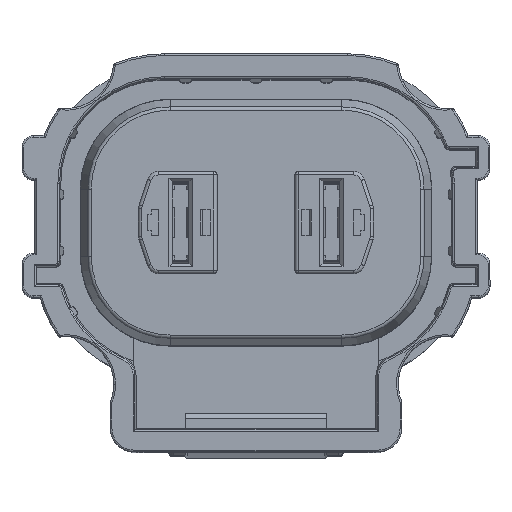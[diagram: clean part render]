
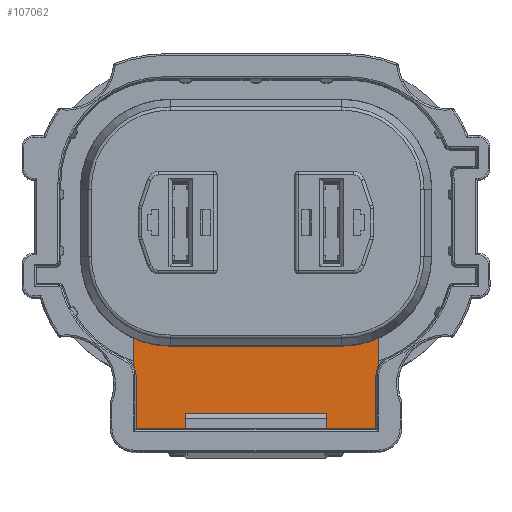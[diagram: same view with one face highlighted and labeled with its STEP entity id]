
A CAD part, top view. The second image highlights one B-rep face of the part: STEP entity #107062.
In plain terms, the highlighted planar face has unit normal (0, 0, 1).
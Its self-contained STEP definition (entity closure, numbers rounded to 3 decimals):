
#176 = LINE ( 'NONE', #91878, #35267 ) ;
#886 = VERTEX_POINT ( 'NONE', #99965 ) ;
#889 = CARTESIAN_POINT ( 'NONE',  ( 4.113, -19.855, 35.71 ) ) ;
#1570 = CARTESIAN_POINT ( 'NONE',  ( -13.336, -0.753, 35.71 ) ) ;
#1622 = ORIENTED_EDGE ( 'NONE', *, *, #94117, .F. ) ;
#1638 = CARTESIAN_POINT ( 'NONE',  ( 3.864, -25.224, 35.71 ) ) ;
#2031 = EDGE_CURVE ( 'NONE', #124160, #102404, #54153, .T. ) ;
#2148 = VECTOR ( 'NONE', #8003, 1000. ) ;
#4964 = VECTOR ( 'NONE', #31054, 1000. ) ;
#5027 = ORIENTED_EDGE ( 'NONE', *, *, #2031, .F. ) ;
#6154 = ORIENTED_EDGE ( 'NONE', *, *, #88441, .T. ) ;
#6328 = AXIS2_PLACEMENT_3D ( 'NONE', #122948, #46877, #125470 ) ;
#6419 = LINE ( 'NONE', #115111, #96459 ) ;
#7516 = LINE ( 'NONE', #1570, #54912 ) ;
#7949 = ORIENTED_EDGE ( 'NONE', *, *, #26163, .T. ) ;
#8003 = DIRECTION ( 'NONE',  ( 1., 0., 0. ) ) ;
#10153 = CARTESIAN_POINT ( 'NONE',  ( 3.864, -25.224, 35.71 ) ) ;
#10479 = VECTOR ( 'NONE', #30911, 1000. ) ;
#11630 = ORIENTED_EDGE ( 'NONE', *, *, #52355, .F. ) ;
#13626 = ORIENTED_EDGE ( 'NONE', *, *, #124919, .T. ) ;
#13719 = CARTESIAN_POINT ( 'NONE',  ( 0.664, -25.224, 35.71 ) ) ;
#13867 = AXIS2_PLACEMENT_3D ( 'NONE', #57998, #50745, #31511 ) ;
#15267 = VERTEX_POINT ( 'NONE', #67483 ) ;
#16829 = ORIENTED_EDGE ( 'NONE', *, *, #32383, .T. ) ;
#17102 = DIRECTION ( 'NONE',  ( 0., 1., 0. ) ) ;
#17175 = LINE ( 'NONE', #1638, #4964 ) ;
#17948 = CARTESIAN_POINT ( 'NONE',  ( -12.336, -0.753, 35.71 ) ) ;
#19079 = CARTESIAN_POINT ( 'NONE',  ( -16.785, -25.473, 35.71 ) ) ;
#22765 = CARTESIAN_POINT ( 'NONE',  ( -16.785, -25.473, 35.71 ) ) ;
#23067 = CARTESIAN_POINT ( 'NONE',  ( 0.664, -0.753, 35.71 ) ) ;
#23502 = DIRECTION ( 'NONE',  ( 0., 1., 0. ) ) ;
#26163 = EDGE_CURVE ( 'NONE', #114413, #86400, #84126, .T. ) ;
#27225 = PLANE ( 'NONE',  #6328 ) ;
#28472 = EDGE_CURVE ( 'NONE', #58029, #124160, #95397, .T. ) ;
#29687 = DIRECTION ( 'NONE',  ( 0., -1., 0. ) ) ;
#30691 = CARTESIAN_POINT ( 'NONE',  ( 0.964, -10.574, 35.71 ) ) ;
#30884 = CARTESIAN_POINT ( 'NONE',  ( -13.336, -25.224, 35.71 ) ) ;
#30911 = DIRECTION ( 'NONE',  ( -1., 0., 0. ) ) ;
#30951 = ORIENTED_EDGE ( 'NONE', *, *, #88977, .T. ) ;
#31054 = DIRECTION ( 'NONE',  ( -1., 0., 0. ) ) ;
#31511 = DIRECTION ( 'NONE',  ( -1., 0., 0. ) ) ;
#31523 = CARTESIAN_POINT ( 'NONE',  ( -0.336, -25.473, 35.71 ) ) ;
#32383 = EDGE_CURVE ( 'NONE', #124725, #106940, #107023, .T. ) ;
#33240 = EDGE_CURVE ( 'NONE', #119964, #114413, #55103, .T. ) ;
#34149 = EDGE_CURVE ( 'NONE', #106940, #97848, #62452, .T. ) ;
#35267 = VECTOR ( 'NONE', #44421, 1000. ) ;
#36885 = CARTESIAN_POINT ( 'NONE',  ( -16.536, -22.52, 35.71 ) ) ;
#38712 = LINE ( 'NONE', #19079, #2148 ) ;
#38739 = VERTEX_POINT ( 'NONE', #124646 ) ;
#39258 = VERTEX_POINT ( 'NONE', #30884 ) ;
#39454 = VECTOR ( 'NONE', #90250, 1000. ) ;
#41091 = AXIS2_PLACEMENT_3D ( 'NONE', #105938, #85502, #65799 ) ;
#41732 = ORIENTED_EDGE ( 'NONE', *, *, #83582, .T. ) ;
#44421 = DIRECTION ( 'NONE',  ( 0., 1., 0. ) ) ;
#45447 = CARTESIAN_POINT ( 'NONE',  ( 0.664, -25.473, 35.71 ) ) ;
#45901 = VECTOR ( 'NONE', #61815, 1000. ) ;
#46877 = DIRECTION ( 'NONE',  ( 0., 0., -1. ) ) ;
#46879 = DIRECTION ( 'NONE',  ( -1., 0., 0. ) ) ;
#47629 = VECTOR ( 'NONE', #48841, 1000. ) ;
#48841 = DIRECTION ( 'NONE',  ( 0., 1., 0. ) ) ;
#48996 = DIRECTION ( 'NONE',  ( -1., 0., 0. ) ) ;
#50343 = DIRECTION ( 'NONE',  ( -1., 0., 0. ) ) ;
#50745 = DIRECTION ( 'NONE',  ( 0., 0., 1. ) ) ;
#51684 = ORIENTED_EDGE ( 'NONE', *, *, #33240, .T. ) ;
#52355 = EDGE_CURVE ( 'NONE', #39258, #38739, #59833, .T. ) ;
#53491 = ORIENTED_EDGE ( 'NONE', *, *, #82244, .T. ) ;
#54153 = LINE ( 'NONE', #112612, #72382 ) ;
#54912 = VECTOR ( 'NONE', #89523, 1000. ) ;
#55103 = LINE ( 'NONE', #120311, #45901 ) ;
#55512 = VERTEX_POINT ( 'NONE', #76079 ) ;
#57998 = CARTESIAN_POINT ( 'NONE',  ( -18.236, -20.74, 35.71 ) ) ;
#58029 = VERTEX_POINT ( 'NONE', #889 ) ;
#59053 = CIRCLE ( 'NONE', #13867, 1.7 ) ;
#59833 = LINE ( 'NONE', #10153, #64492 ) ;
#61815 = DIRECTION ( 'NONE',  ( 1., 0., 0. ) ) ;
#62107 = DIRECTION ( 'NONE',  ( 0., 0., -1. ) ) ;
#62452 = LINE ( 'NONE', #115604, #65493 ) ;
#64329 = VERTEX_POINT ( 'NONE', #83933 ) ;
#64492 = VECTOR ( 'NONE', #48996, 1000. ) ;
#65371 = EDGE_CURVE ( 'NONE', #55512, #886, #59053, .T. ) ;
#65493 = VECTOR ( 'NONE', #46879, 1000. ) ;
#65799 = DIRECTION ( 'NONE',  ( -1., 0., 0. ) ) ;
#65819 = CARTESIAN_POINT ( 'NONE',  ( -12.336, -25.473, 35.71 ) ) ;
#66695 = CARTESIAN_POINT ( 'NONE',  ( -16.785, -17.526, 35.71 ) ) ;
#67483 = CARTESIAN_POINT ( 'NONE',  ( -12.336, -25.224, 35.71 ) ) ;
#67989 = EDGE_CURVE ( 'NONE', #38739, #55512, #73610, .T. ) ;
#69372 = ORIENTED_EDGE ( 'NONE', *, *, #28472, .F. ) ;
#72382 = VECTOR ( 'NONE', #120725, 1000. ) ;
#72453 = ORIENTED_EDGE ( 'NONE', *, *, #34149, .T. ) ;
#72527 = EDGE_CURVE ( 'NONE', #39258, #125829, #7516, .T. ) ;
#73530 = CARTESIAN_POINT ( 'NONE',  ( -13.336, -25.473, 35.71 ) ) ;
#73610 = LINE ( 'NONE', #36885, #47629 ) ;
#76079 = CARTESIAN_POINT ( 'NONE',  ( -16.536, -20.74, 35.71 ) ) ;
#76447 = ORIENTED_EDGE ( 'NONE', *, *, #101730, .F. ) ;
#81326 = CARTESIAN_POINT ( 'NONE',  ( -13.636, -18.206, 35.71 ) ) ;
#81760 = ORIENTED_EDGE ( 'NONE', *, *, #65371, .F. ) ;
#82244 = EDGE_CURVE ( 'NONE', #111892, #886, #115825, .T. ) ;
#83582 = EDGE_CURVE ( 'NONE', #97848, #111892, #110204, .T. ) ;
#83933 = CARTESIAN_POINT ( 'NONE',  ( -0.336, -25.224, 35.71 ) ) ;
#84126 = LINE ( 'NONE', #23067, #85698 ) ;
#85502 = DIRECTION ( 'NONE',  ( 0., 0., 1. ) ) ;
#85698 = VECTOR ( 'NONE', #23502, 1000. ) ;
#86400 = VERTEX_POINT ( 'NONE', #13719 ) ;
#87592 = VECTOR ( 'NONE', #17102, 1000. ) ;
#88441 = EDGE_CURVE ( 'NONE', #64329, #119964, #6419, .T. ) ;
#88977 = EDGE_CURVE ( 'NONE', #58029, #124725, #176, .T. ) ;
#89523 = DIRECTION ( 'NONE',  ( 0., -1., 0. ) ) ;
#89592 = ORIENTED_EDGE ( 'NONE', *, *, #119667, .T. ) ;
#89639 = AXIS2_PLACEMENT_3D ( 'NONE', #92865, #62107, #112071 ) ;
#90250 = DIRECTION ( 'NONE',  ( 0., -1., 0. ) ) ;
#91878 = CARTESIAN_POINT ( 'NONE',  ( 4.113, -25.473, 35.71 ) ) ;
#92865 = CARTESIAN_POINT ( 'NONE',  ( -13.636, -10.574, 35.71 ) ) ;
#93400 = VERTEX_POINT ( 'NONE', #65819 ) ;
#93755 = LINE ( 'NONE', #17948, #87592 ) ;
#94117 = EDGE_CURVE ( 'NONE', #102404, #86400, #17175, .T. ) ;
#95397 = CIRCLE ( 'NONE', #41091, 1.7 ) ;
#96069 = CARTESIAN_POINT ( 'NONE',  ( 4.113, -17.526, 35.71 ) ) ;
#96290 = ORIENTED_EDGE ( 'NONE', *, *, #67989, .F. ) ;
#96378 = EDGE_LOOP ( 'NONE', ( #72453, #41732, #53491, #81760, #96290, #11630, #110261, #13626, #89592, #76447, #6154, #51684, #7949, #1622, #5027, #69372, #30951, #16829 ) ) ;
#96459 = VECTOR ( 'NONE', #29687, 1000. ) ;
#97096 = AXIS2_PLACEMENT_3D ( 'NONE', #30691, #100699, #50343 ) ;
#97848 = VERTEX_POINT ( 'NONE', #81326 ) ;
#99965 = CARTESIAN_POINT ( 'NONE',  ( -16.785, -19.855, 35.71 ) ) ;
#100699 = DIRECTION ( 'NONE',  ( 0., 0., -1. ) ) ;
#101730 = EDGE_CURVE ( 'NONE', #64329, #15267, #111339, .T. ) ;
#102404 = VERTEX_POINT ( 'NONE', #116178 ) ;
#103917 = CARTESIAN_POINT ( 'NONE',  ( 3.864, -20.74, 35.71 ) ) ;
#105938 = CARTESIAN_POINT ( 'NONE',  ( 5.564, -20.74, 35.71 ) ) ;
#106940 = VERTEX_POINT ( 'NONE', #111026 ) ;
#107023 = CIRCLE ( 'NONE', #97096, 7.632 ) ;
#107062 = ADVANCED_FACE ( 'NONE', ( #109938 ), #27225, .F. ) ;
#107781 = CARTESIAN_POINT ( 'NONE',  ( 3.864, -25.224, 35.71 ) ) ;
#109938 = FACE_OUTER_BOUND ( 'NONE', #96378, .T. ) ;
#110204 = CIRCLE ( 'NONE', #89639, 7.632 ) ;
#110261 = ORIENTED_EDGE ( 'NONE', *, *, #72527, .T. ) ;
#111026 = CARTESIAN_POINT ( 'NONE',  ( 0.964, -18.206, 35.71 ) ) ;
#111339 = LINE ( 'NONE', #107781, #10479 ) ;
#111892 = VERTEX_POINT ( 'NONE', #66695 ) ;
#112071 = DIRECTION ( 'NONE',  ( -1., 0., 0. ) ) ;
#112612 = CARTESIAN_POINT ( 'NONE',  ( 3.864, -22.52, 35.71 ) ) ;
#114413 = VERTEX_POINT ( 'NONE', #45447 ) ;
#115111 = CARTESIAN_POINT ( 'NONE',  ( -0.336, -0.753, 35.71 ) ) ;
#115604 = CARTESIAN_POINT ( 'NONE',  ( -13.636, -18.206, 35.71 ) ) ;
#115825 = LINE ( 'NONE', #22765, #39454 ) ;
#116178 = CARTESIAN_POINT ( 'NONE',  ( 3.864, -25.224, 35.71 ) ) ;
#119667 = EDGE_CURVE ( 'NONE', #93400, #15267, #93755, .T. ) ;
#119964 = VERTEX_POINT ( 'NONE', #31523 ) ;
#120311 = CARTESIAN_POINT ( 'NONE',  ( -16.785, -25.473, 35.71 ) ) ;
#120725 = DIRECTION ( 'NONE',  ( 0., -1., 0. ) ) ;
#122948 = CARTESIAN_POINT ( 'NONE',  ( -11.836, -21.774, 35.71 ) ) ;
#124160 = VERTEX_POINT ( 'NONE', #103917 ) ;
#124646 = CARTESIAN_POINT ( 'NONE',  ( -16.536, -25.224, 35.71 ) ) ;
#124725 = VERTEX_POINT ( 'NONE', #96069 ) ;
#124919 = EDGE_CURVE ( 'NONE', #125829, #93400, #38712, .T. ) ;
#125470 = DIRECTION ( 'NONE',  ( 1., 0., 0. ) ) ;
#125829 = VERTEX_POINT ( 'NONE', #73530 ) ;
